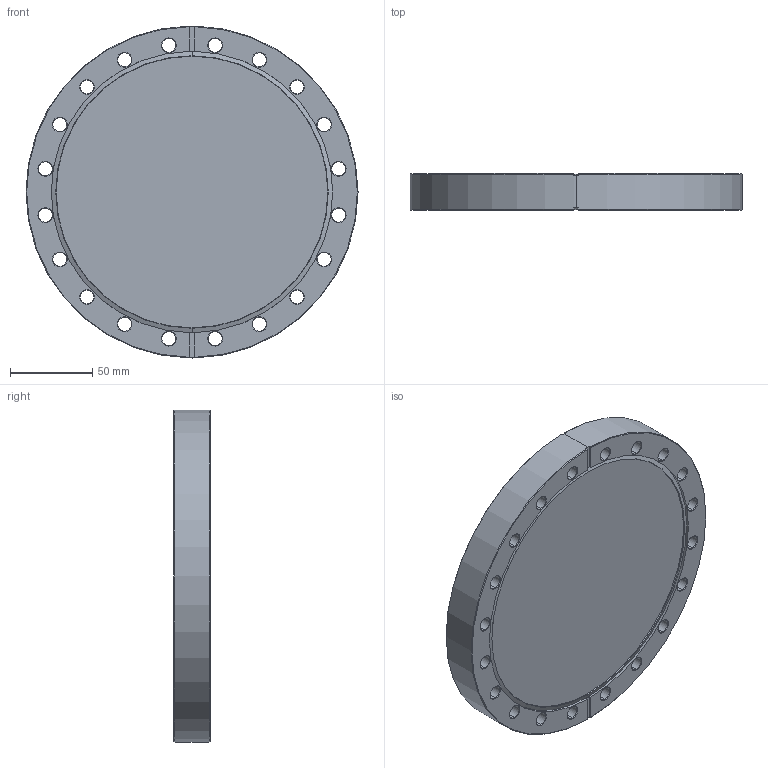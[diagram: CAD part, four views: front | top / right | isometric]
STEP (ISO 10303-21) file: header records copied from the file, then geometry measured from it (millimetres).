
FILE_DESCRIPTION (( 'STEP AP214' ), '1' );
FILE_NAME ('Hositrad_CF150-BD.STEP', '2017-05-05T13:34:26', ( 'Gebruiker' ), ( '' ), 'SwSTEP 2.0', 'SolidWorks 2017', '' );
FILE_SCHEMA (( 'AUTOMOTIVE_DESIGN' ));
Length unit declared in the file: millimetre
Products named in the file (1): Hositrad_CF150-BD
Bounding box: 202.4 x 22.3 x 202.4 mm (x, y, z)
Volume: 637314.4 mm3; surface area: 90061.1 mm2
Topology: 1 solids, 1 shells, 156 faces, 374 edges, 220 vertices
Faces by surface type: cone 92, cylinder 46, plane 18
Entity records: 4636 total; most frequent: DIRECTION 880, CARTESIAN_POINT 775, ORIENTED_EDGE 748, EDGE_CURVE 374, AXIS2_PLACEMENT_3D 357, VERTEX_POINT 220, CIRCLE 200, EDGE_LOOP 196
